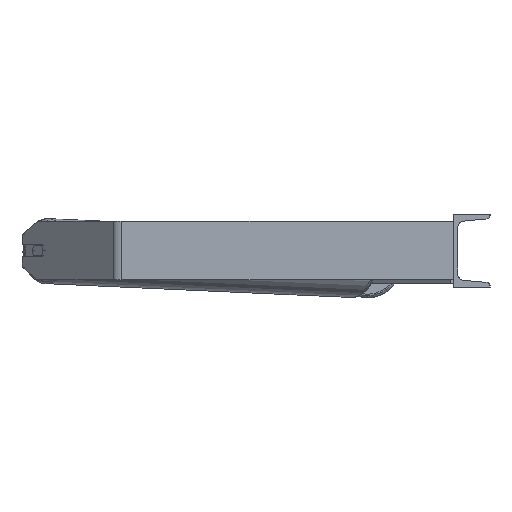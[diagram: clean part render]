
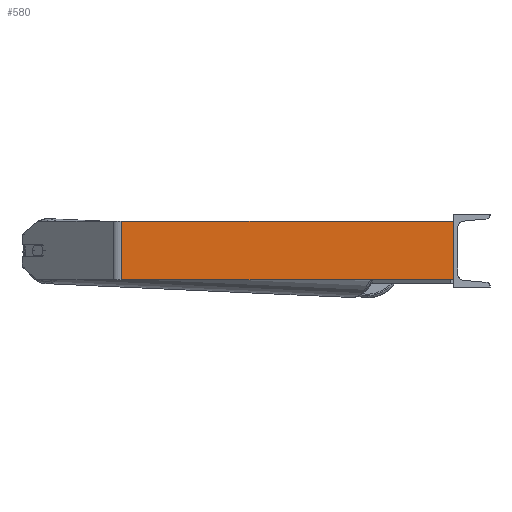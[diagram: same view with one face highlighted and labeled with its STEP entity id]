
A CAD part, left-side view. The second image highlights one B-rep face of the part: STEP entity #580.
In plain terms, the highlighted planar face has unit normal (-1, 0, 0).
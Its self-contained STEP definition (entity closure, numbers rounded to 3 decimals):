
#34 = EDGE_CURVE ( 'NONE', #5784, #2180, #4548, .T. ) ;
#234 = CARTESIAN_POINT ( 'NONE',  ( -885., 460.197, -40. ) ) ;
#385 = DIRECTION ( 'NONE',  ( 0., -1., 0. ) ) ;
#580 = ADVANCED_FACE ( 'NONE', ( #2023 ), #5570, .F. ) ;
#598 = CARTESIAN_POINT ( 'NONE',  ( -885., 453.57, 40. ) ) ;
#715 = EDGE_CURVE ( 'NONE', #2180, #2018, #1670, .T. ) ;
#1240 = VECTOR ( 'NONE', #5945, 1000. ) ;
#1553 = EDGE_CURVE ( 'NONE', #5784, #3138, #2474, .T. ) ;
#1670 = LINE ( 'NONE', #2862, #6769 ) ;
#2018 = VERTEX_POINT ( 'NONE', #4445 ) ;
#2023 = FACE_OUTER_BOUND ( 'NONE', #6251, .T. ) ;
#2062 = CARTESIAN_POINT ( 'NONE',  ( -885., 460.197, 40. ) ) ;
#2143 = DIRECTION ( 'NONE',  ( 0., 1., 0. ) ) ;
#2180 = VERTEX_POINT ( 'NONE', #3132 ) ;
#2474 = LINE ( 'NONE', #4453, #8080 ) ;
#2478 = CARTESIAN_POINT ( 'NONE',  ( -885., 460.197, 40. ) ) ;
#2849 = DIRECTION ( 'NONE',  ( 1., 0., 0. ) ) ;
#2862 = CARTESIAN_POINT ( 'NONE',  ( -885., 0., 40. ) ) ;
#3132 = CARTESIAN_POINT ( 'NONE',  ( -885., 0., 40. ) ) ;
#3138 = VERTEX_POINT ( 'NONE', #8354 ) ;
#3295 = ORIENTED_EDGE ( 'NONE', *, *, #34, .F. ) ;
#3388 = DIRECTION ( 'NONE',  ( 0., 0., -1. ) ) ;
#4445 = CARTESIAN_POINT ( 'NONE',  ( -885., 0., -40. ) ) ;
#4453 = CARTESIAN_POINT ( 'NONE',  ( -885., 453.57, 40. ) ) ;
#4548 = LINE ( 'NONE', #2478, #1240 ) ;
#4711 = VECTOR ( 'NONE', #385, 1000. ) ;
#4757 = ORIENTED_EDGE ( 'NONE', *, *, #8845, .T. ) ;
#5458 = ORIENTED_EDGE ( 'NONE', *, *, #1553, .T. ) ;
#5465 = AXIS2_PLACEMENT_3D ( 'NONE', #2062, #2849, #2143 ) ;
#5570 = PLANE ( 'NONE',  #5465 ) ;
#5784 = VERTEX_POINT ( 'NONE', #598 ) ;
#5945 = DIRECTION ( 'NONE',  ( 0., -1., 0. ) ) ;
#6251 = EDGE_LOOP ( 'NONE', ( #4757, #6706, #3295, #5458 ) ) ;
#6706 = ORIENTED_EDGE ( 'NONE', *, *, #715, .F. ) ;
#6769 = VECTOR ( 'NONE', #8420, 1000. ) ;
#7142 = LINE ( 'NONE', #234, #4711 ) ;
#8080 = VECTOR ( 'NONE', #3388, 1000. ) ;
#8354 = CARTESIAN_POINT ( 'NONE',  ( -885., 453.57, -40. ) ) ;
#8420 = DIRECTION ( 'NONE',  ( 0., 0., -1. ) ) ;
#8845 = EDGE_CURVE ( 'NONE', #3138, #2018, #7142, .T. ) ;
